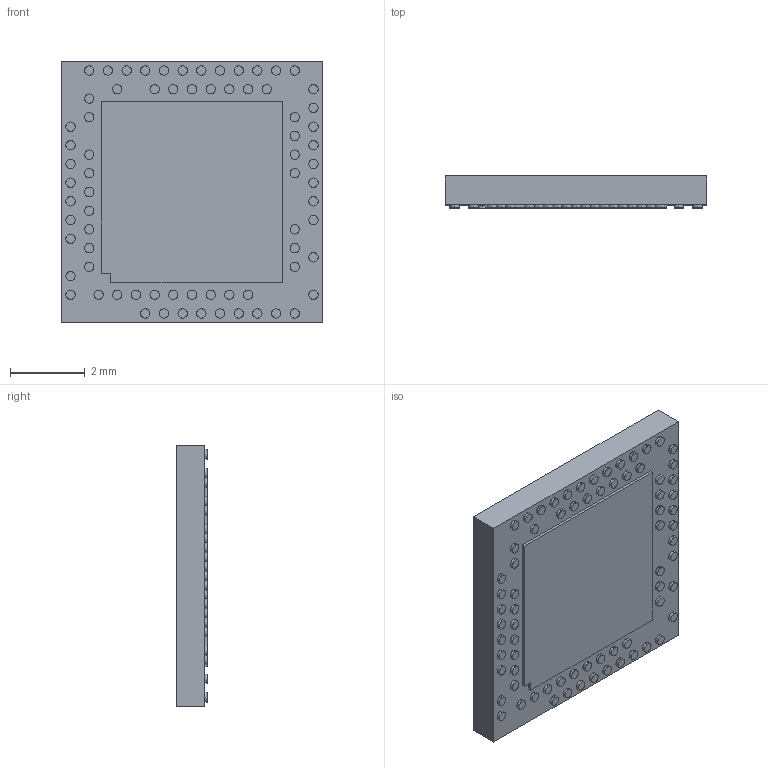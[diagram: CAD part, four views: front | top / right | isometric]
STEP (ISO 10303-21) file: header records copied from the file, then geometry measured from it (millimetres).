
FILE_DESCRIPTION (( 'STEP AP214' ), '1' );
FILE_NAME ('NRF52840-QIAA-R7.STEP', '2020-03-26T11:56:14', ( '' ), ( '' ), 'SwSTEP 2.0', 'SolidWorks 2017', '' );
FILE_SCHEMA (( 'AUTOMOTIVE_DESIGN' ));
Length unit declared in the file: millimetre
Products named in the file (1): NRF52840-QIAA-R7
Bounding box: 7 x 0.85 x 7 mm (x, y, z)
Volume: 39.9 mm3; surface area: 180.5 mm2
Topology: 76 solids, 76 shells, 313 faces, 480 edges, 320 vertices
Faces by surface type: plane 163, cylinder 150
Entity records: 7823 total; most frequent: DIRECTION 1408, CARTESIAN_POINT 1114, ORIENTED_EDGE 960, AXIS2_PLACEMENT_3D 614, EDGE_CURVE 480, VERTEX_POINT 320, EDGE_LOOP 314, ADVANCED_FACE 313
